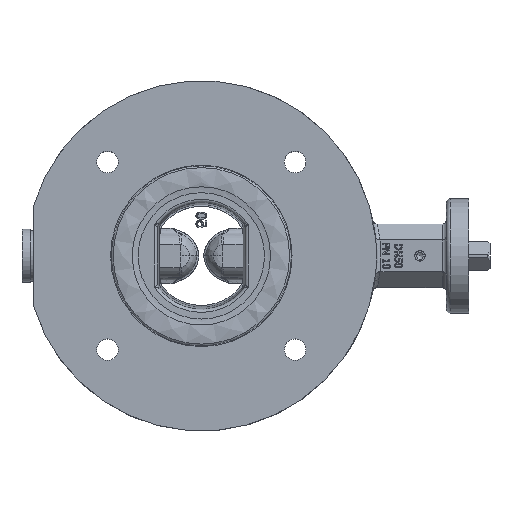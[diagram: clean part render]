
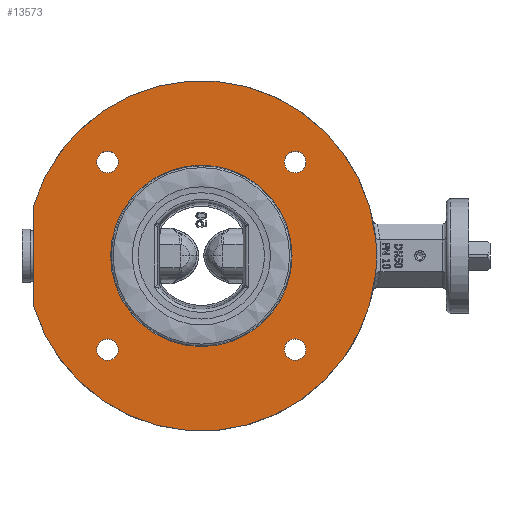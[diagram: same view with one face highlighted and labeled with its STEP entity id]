
A CAD part, top view. The second image highlights one B-rep face of the part: STEP entity #13573.
In plain terms, the highlighted planar face has unit normal (0, 0, 1).
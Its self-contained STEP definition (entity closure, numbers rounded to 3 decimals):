
#546=CARTESIAN_POINT('',(-79.0,-23.775,17.5));
#547=VERTEX_POINT('',#546);
#554=CARTESIAN_POINT('',(-79.0,23.775,17.5));
#555=VERTEX_POINT('',#554);
#556=CARTESIAN_POINT('',(-79.0,-23.775,17.5));
#557=DIRECTION('',(0.0,1.0,0.0));
#558=VECTOR('',#557,47.55);
#559=LINE('',#556,#558);
#560=EDGE_CURVE('',#547,#555,#559,.T.);
#13181=CARTESIAN_POINT('',(-44.194,49.247,17.5));
#13182=VERTEX_POINT('',#13181);
#13183=CARTESIAN_POINT('',(-44.194,44.194,17.5));
#13184=DIRECTION('',(0.0,0.0,-1.0));
#13185=DIRECTION('',(0.0,-1.0,0.0));
#13186=AXIS2_PLACEMENT_3D('',#13183,#13184,#13185);
#13187=CIRCLE('',#13186,5.053);
#13188=EDGE_CURVE('',#13182,#13182,#13187,.T.);
#13230=CARTESIAN_POINT('',(-49.247,-44.194,17.5));
#13231=VERTEX_POINT('',#13230);
#13232=CARTESIAN_POINT('',(-44.194,-44.194,17.5));
#13233=DIRECTION('',(0.0,0.0,-1.0));
#13234=DIRECTION('',(1.0,0.0,0.0));
#13235=AXIS2_PLACEMENT_3D('',#13232,#13233,#13234);
#13236=CIRCLE('',#13235,5.053);
#13237=EDGE_CURVE('',#13231,#13231,#13236,.T.);
#13279=CARTESIAN_POINT('',(44.194,-49.247,17.5));
#13280=VERTEX_POINT('',#13279);
#13281=CARTESIAN_POINT('',(44.194,-44.194,17.5));
#13282=DIRECTION('',(0.0,0.0,-1.0));
#13283=DIRECTION('',(0.0,1.0,0.0));
#13284=AXIS2_PLACEMENT_3D('',#13281,#13282,#13283);
#13285=CIRCLE('',#13284,5.053);
#13286=EDGE_CURVE('',#13280,#13280,#13285,.T.);
#13328=CARTESIAN_POINT('',(49.247,44.194,17.5));
#13329=VERTEX_POINT('',#13328);
#13330=CARTESIAN_POINT('',(44.194,44.194,17.5));
#13331=DIRECTION('',(0.0,0.0,-1.0));
#13332=DIRECTION('',(-1.0,0.0,0.0));
#13333=AXIS2_PLACEMENT_3D('',#13330,#13331,#13332);
#13334=CIRCLE('',#13333,5.053);
#13335=EDGE_CURVE('',#13329,#13329,#13334,.T.);
#13499=CARTESIAN_POINT('',(41.982,0.0,17.5));
#13500=DIRECTION('',(0.0,0.0,-1.0));
#13501=DIRECTION('',(-1.0,0.0,0.0));
#13502=AXIS2_PLACEMENT_3D('',#13499,#13500,#13501);
#13503=PLANE('',#13502);
#13504=CARTESIAN_POINT('',(81.977,-9.275,17.5));
#13505=VERTEX_POINT('',#13504);
#13506=CARTESIAN_POINT('',(0.0,0.0,17.5));
#13507=DIRECTION('',(0.0,0.0,-1.0));
#13508=DIRECTION('',(-1.0,0.0,0.0));
#13509=AXIS2_PLACEMENT_3D('',#13506,#13507,#13508);
#13510=CIRCLE('',#13509,82.5);
#13511=EDGE_CURVE('',#13505,#547,#13510,.T.);
#13512=ORIENTED_EDGE('',*,*,#13511,.F.);
#13513=CARTESIAN_POINT('',(82.094,-8.791,17.5));
#13514=VERTEX_POINT('',#13513);
#13515=CARTESIAN_POINT('',(83.964,-9.5,17.5));
#13516=DIRECTION('',(0.0,0.0,1.));
#13517=DIRECTION('',(-0.666,0.746,0.0));
#13518=AXIS2_PLACEMENT_3D('',#13515,#13516,#13517);
#13519=CIRCLE('',#13518,2.0);
#13520=EDGE_CURVE('',#13514,#13505,#13519,.T.);
#13521=ORIENTED_EDGE('',*,*,#13520,.F.);
#13522=CARTESIAN_POINT('',(82.094,8.791,17.5));
#13523=VERTEX_POINT('',#13522);
#13524=CARTESIAN_POINT('',(0.,0.,17.5));
#13525=DIRECTION('',(0.0,0.0,-1.0));
#13526=DIRECTION('',(1.0,0.0,0.0));
#13527=AXIS2_PLACEMENT_3D('',#13524,#13525,#13526);
#13528=CIRCLE('',#13527,82.564);
#13529=EDGE_CURVE('',#13523,#13514,#13528,.T.);
#13530=ORIENTED_EDGE('',*,*,#13529,.F.);
#13531=CARTESIAN_POINT('',(81.977,9.275,17.5));
#13532=VERTEX_POINT('',#13531);
#13533=CARTESIAN_POINT('',(83.964,9.5,17.5));
#13534=DIRECTION('',(0.0,0.0,1.));
#13535=DIRECTION('',(-0.666,-0.746,0.0));
#13536=AXIS2_PLACEMENT_3D('',#13533,#13534,#13535);
#13537=CIRCLE('',#13536,2.0);
#13538=EDGE_CURVE('',#13532,#13523,#13537,.T.);
#13539=ORIENTED_EDGE('',*,*,#13538,.F.);
#13540=CARTESIAN_POINT('',(0.0,0.0,17.5));
#13541=DIRECTION('',(0.0,0.0,-1.0));
#13542=DIRECTION('',(-1.0,0.0,0.0));
#13543=AXIS2_PLACEMENT_3D('',#13540,#13541,#13542);
#13544=CIRCLE('',#13543,82.5);
#13545=EDGE_CURVE('',#555,#13532,#13544,.T.);
#13546=ORIENTED_EDGE('',*,*,#13545,.F.);
#13547=ORIENTED_EDGE('',*,*,#560,.F.);
#13548=EDGE_LOOP('',(#13512,#13521,#13530,#13539,#13546,#13547));
#13549=FACE_OUTER_BOUND('',#13548,.T.);
#13550=ORIENTED_EDGE('',*,*,#13188,.T.);
#13551=EDGE_LOOP('',(#13550));
#13552=FACE_BOUND('',#13551,.T.);
#13553=ORIENTED_EDGE('',*,*,#13237,.T.);
#13554=EDGE_LOOP('',(#13553));
#13555=FACE_BOUND('',#13554,.T.);
#13556=ORIENTED_EDGE('',*,*,#13286,.T.);
#13557=EDGE_LOOP('',(#13556));
#13558=FACE_BOUND('',#13557,.T.);
#13559=ORIENTED_EDGE('',*,*,#13335,.T.);
#13560=EDGE_LOOP('',(#13559));
#13561=FACE_BOUND('',#13560,.T.);
#13562=CARTESIAN_POINT('',(42.75,0.0,17.5));
#13563=VERTEX_POINT('',#13562);
#13564=CARTESIAN_POINT('',(0.0,0.0,17.5));
#13565=DIRECTION('',(0.0,0.0,-1.0));
#13566=DIRECTION('',(1.0,0.0,0.0));
#13567=AXIS2_PLACEMENT_3D('',#13564,#13565,#13566);
#13568=CIRCLE('',#13567,42.75);
#13569=EDGE_CURVE('',#13563,#13563,#13568,.T.);
#13570=ORIENTED_EDGE('',*,*,#13569,.T.);
#13571=EDGE_LOOP('',(#13570));
#13572=FACE_BOUND('',#13571,.T.);
#13573=ADVANCED_FACE('',(#13549,#13552,#13555,#13558,#13561,#13572),#13503,.F.);
